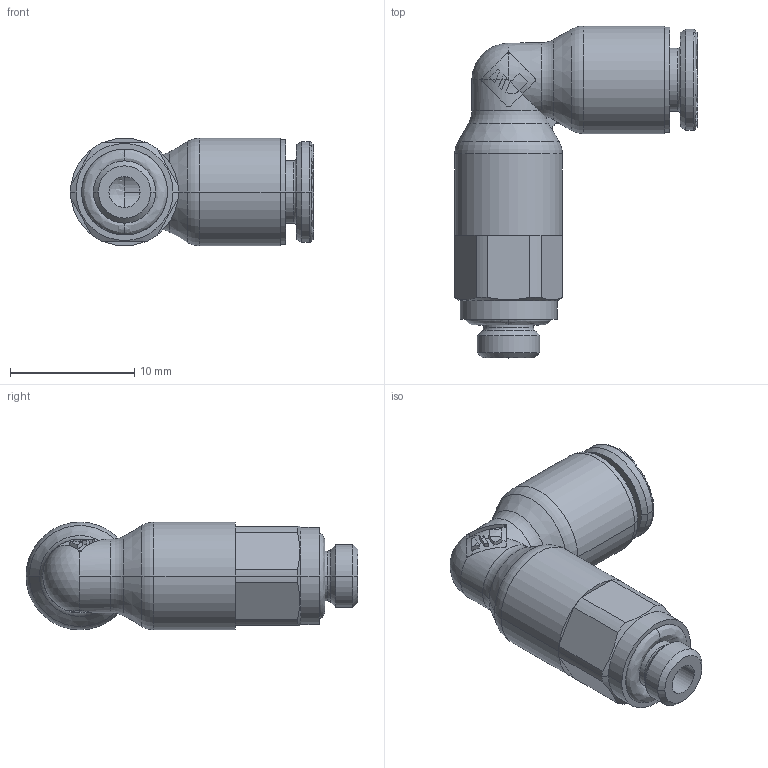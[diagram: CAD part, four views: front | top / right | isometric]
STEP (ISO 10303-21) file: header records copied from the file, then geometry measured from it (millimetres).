
FILE_DESCRIPTION(('STEP AP214'),'1');
FILE_NAME('6899_04_19.stp','2016-07-07T14:52:09',('TraceParts'),('TraceParts S.A.'),'Spatial InterOp 3D',' ',' ');
FILE_SCHEMA(('automotive_design'));
Length unit declared in the file: millimetre
Products named in the file (7): 44104-63_AF0_ASM-1/44104-27_AF0-1-solid1; 44104-98-1-solid1; 23953-24_ASM_D5-1_D6-9_LG1-1-solid1; 44104-63_AF0_ASM-1/44104_AF0-1-solid1; 44524-02-1-solid1; 44104-63_AF0_ASM-1/44104-26_AF0-1-solid1; 44210-17-69_AF0_2-1-solid1
Bounding box: 19.54 x 26.68 x 8.65 mm (x, y, z)
Volume: 1241.4 mm3; surface area: 2505.6 mm2
Topology: 7 solids, 7 shells, 757 faces, 1956 edges, 1230 vertices
Faces by surface type: plane 218, bspline 179, cylinder 156, torus 106, cone 88, sphere 10
Entity records: 33693 total; most frequent: CARTESIAN_POINT 10105, ORIENTED_EDGE 3900, DIRECTION 3246, EDGE_CURVE 1950, AXIS2_PLACEMENT_3D 1237, VERTEX_POINT 1229, EDGE_LOOP 793, LINE 772
